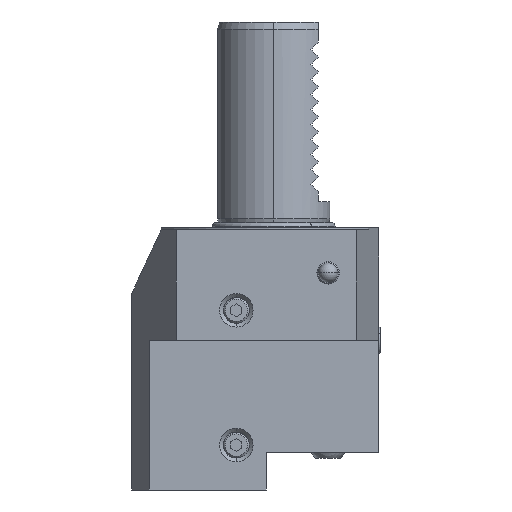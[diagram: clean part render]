
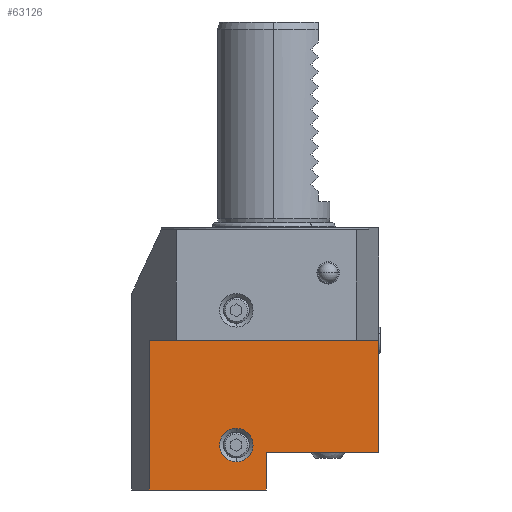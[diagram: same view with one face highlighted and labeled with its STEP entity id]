
A CAD part, left-side view. The second image highlights one B-rep face of the part: STEP entity #63126.
In plain terms, the highlighted planar face has unit normal (-1, 0, 0).
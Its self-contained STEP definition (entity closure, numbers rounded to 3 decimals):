
#368 = EDGE_CURVE ( 'NONE', #26357, #26285, #23941, .T. ) ;
#411 = EDGE_CURVE ( 'NONE', #26468, #26381, #24005, .T. ) ;
#474 = EDGE_CURVE ( 'NONE', #26555, #26545, #24021, .T. ) ;
#483 = EDGE_CURVE ( 'NONE', #26468, #26285, #24115, .T. ) ;
#486 = EDGE_CURVE ( 'NONE', #26555, #26381, #24064, .T. ) ;
#530 = EDGE_CURVE ( 'NONE', #26545, #26357, #24107, .T. ) ;
#724 = EDGE_CURVE ( 'NONE', #27636, #27826, #24233, .T. ) ;
#1134 = EDGE_CURVE ( 'NONE', #27826, #27636, #25807, .T. ) ;
#2749 = CARTESIAN_POINT ( 'NONE',  ( -8., 38., -170.08 ) ) ;
#2754 = PLANE ( 'NONE',  #50984 ) ;
#2758 = DIRECTION ( 'NONE',  ( 0., 1., 0. ) ) ;
#2775 = DIRECTION ( 'NONE',  ( 1., 0., 0. ) ) ;
#13227 = CARTESIAN_POINT ( 'NONE',  ( -8., 10., -108.525 ) ) ;
#18153 = DIRECTION ( 'NONE',  ( 0., 1., 0. ) ) ;
#18172 = DIRECTION ( 'NONE',  ( 1., 0., 0. ) ) ;
#18178 = CARTESIAN_POINT ( 'NONE',  ( -8., 10., -113. ) ) ;
#23941 = LINE ( 'NONE', #67423, #23942 ) ;
#23942 = VECTOR ( 'NONE', #67429, 1000. ) ;
#23985 = VECTOR ( 'NONE', #67707, 1000. ) ;
#24005 = LINE ( 'NONE', #67700, #23985 ) ;
#24021 = LINE ( 'NONE', #67849, #24028 ) ;
#24028 = VECTOR ( 'NONE', #67854, 1000. ) ;
#24064 = LINE ( 'NONE', #67864, #24096 ) ;
#24074 = VECTOR ( 'NONE', #67933, 1000. ) ;
#24096 = VECTOR ( 'NONE', #67866, 1000. ) ;
#24102 = VECTOR ( 'NONE', #67867, 1000. ) ;
#24107 = LINE ( 'NONE', #67915, #24074 ) ;
#24115 = LINE ( 'NONE', #67859, #24102 ) ;
#24233 = CIRCLE ( 'NONE', #71598, 4.475 ) ;
#24512 = EDGE_LOOP ( 'NONE', ( #68591, #68492 ) ) ;
#24518 = EDGE_LOOP ( 'NONE', ( #68520, #68514, #68511, #68515, #68518, #68522 ) ) ;
#25807 = CIRCLE ( 'NONE', #71661, 4.475 ) ;
#26285 = VERTEX_POINT ( 'NONE', #69235 ) ;
#26357 = VERTEX_POINT ( 'NONE', #69274 ) ;
#26381 = VERTEX_POINT ( 'NONE', #69264 ) ;
#26468 = VERTEX_POINT ( 'NONE', #69359 ) ;
#26545 = VERTEX_POINT ( 'NONE', #69306 ) ;
#26555 = VERTEX_POINT ( 'NONE', #69348 ) ;
#27636 = VERTEX_POINT ( 'NONE', #69694 ) ;
#27826 = VERTEX_POINT ( 'NONE', #13227 ) ;
#50984 = AXIS2_PLACEMENT_3D ( 'NONE', #2749, #2775, #2758 ) ;
#53380 = FACE_OUTER_BOUND ( 'NONE', #24518, .T. ) ;
#53397 = FACE_BOUND ( 'NONE', #24512, .T. ) ;
#56038 = DIRECTION ( 'NONE',  ( 1., 0., 0. ) ) ;
#56078 = CARTESIAN_POINT ( 'NONE',  ( -8., 10., -113. ) ) ;
#56091 = DIRECTION ( 'NONE',  ( 0., 1., 0. ) ) ;
#63126 = ADVANCED_FACE ( 'NONE', ( #53397, #53380 ), #2754, .F. ) ;
#67423 = CARTESIAN_POINT ( 'NONE',  ( -8., -28., -170.08 ) ) ;
#67429 = DIRECTION ( 'NONE',  ( 0., 0., 1. ) ) ;
#67700 = CARTESIAN_POINT ( 'NONE',  ( -8., 33.235, -125. ) ) ;
#67707 = DIRECTION ( 'NONE',  ( 0., 0., -1. ) ) ;
#67849 = CARTESIAN_POINT ( 'NONE',  ( -8., 2., -170.08 ) ) ;
#67854 = DIRECTION ( 'NONE',  ( 0., 0., 1. ) ) ;
#67859 = CARTESIAN_POINT ( 'NONE',  ( -8., 38., -85. ) ) ;
#67864 = CARTESIAN_POINT ( 'NONE',  ( -8., 105.917, -125. ) ) ;
#67866 = DIRECTION ( 'NONE',  ( 0., 1., 0. ) ) ;
#67867 = DIRECTION ( 'NONE',  ( 0., -1., 0. ) ) ;
#67915 = CARTESIAN_POINT ( 'NONE',  ( -8., 38., -115. ) ) ;
#67933 = DIRECTION ( 'NONE',  ( 0., -1., 0. ) ) ;
#68492 = ORIENTED_EDGE ( 'NONE', *, *, #724, .T. ) ;
#68511 = ORIENTED_EDGE ( 'NONE', *, *, #368, .T. ) ;
#68514 = ORIENTED_EDGE ( 'NONE', *, *, #530, .T. ) ;
#68515 = ORIENTED_EDGE ( 'NONE', *, *, #483, .F. ) ;
#68518 = ORIENTED_EDGE ( 'NONE', *, *, #411, .T. ) ;
#68520 = ORIENTED_EDGE ( 'NONE', *, *, #474, .T. ) ;
#68522 = ORIENTED_EDGE ( 'NONE', *, *, #486, .F. ) ;
#68591 = ORIENTED_EDGE ( 'NONE', *, *, #1134, .T. ) ;
#69235 = CARTESIAN_POINT ( 'NONE',  ( -8., -28., -85. ) ) ;
#69264 = CARTESIAN_POINT ( 'NONE',  ( -8., 33.235, -125. ) ) ;
#69274 = CARTESIAN_POINT ( 'NONE',  ( -8., -28., -115. ) ) ;
#69306 = CARTESIAN_POINT ( 'NONE',  ( -8., 2., -115. ) ) ;
#69348 = CARTESIAN_POINT ( 'NONE',  ( -8., 2., -125. ) ) ;
#69359 = CARTESIAN_POINT ( 'NONE',  ( -8., 33.235, -85. ) ) ;
#69694 = CARTESIAN_POINT ( 'NONE',  ( -8., 10., -117.475 ) ) ;
#71598 = AXIS2_PLACEMENT_3D ( 'NONE', #18178, #18172, #18153 ) ;
#71661 = AXIS2_PLACEMENT_3D ( 'NONE', #56078, #56038, #56091 ) ;
